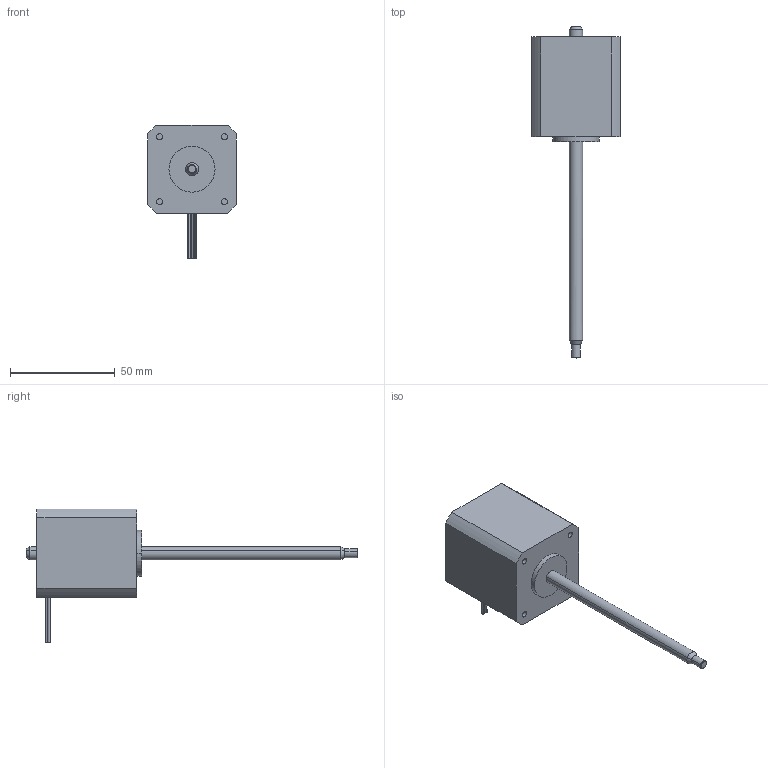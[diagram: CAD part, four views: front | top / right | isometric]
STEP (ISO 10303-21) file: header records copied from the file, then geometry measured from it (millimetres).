
FILE_DESCRIPTION(/* description */ (''),/* implementation_level */ '2;1');
FILE_NAME(/* name */ 'LHS-005-0400-LP',/* time_stamp */ '2026-01-19T21:32:46-06:00',/* author */ (''),/* organization */ (''),/* preprocessor_version */ 'ST-DEVELOPER v19.2',/* originating_system */ 'Rhino 8.27',/* authorisation */ '');
FILE_SCHEMA (('CONFIG_CONTROL_DESIGN'));
Length unit declared in the file: millimetre
Products named in the file (1): Document
Bounding box: 42.2 x 158.75 x 64.03 mm (x, y, z)
Volume: 87574.4 mm3; surface area: 13908.2 mm2
Topology: 1 solids, 1 shells, 56 faces, 122 edges, 80 vertices
Faces by surface type: cylinder 28, plane 22, bspline 6
Entity records: 1758 total; most frequent: CARTESIAN_POINT 500, ORIENTED_EDGE 244, DIRECTION 182, EDGE_CURVE 122, AXIS2_PLACEMENT_3D 116, VERTEX_POINT 80, EDGE_LOOP 68, TRIMMED_CURVE 64
